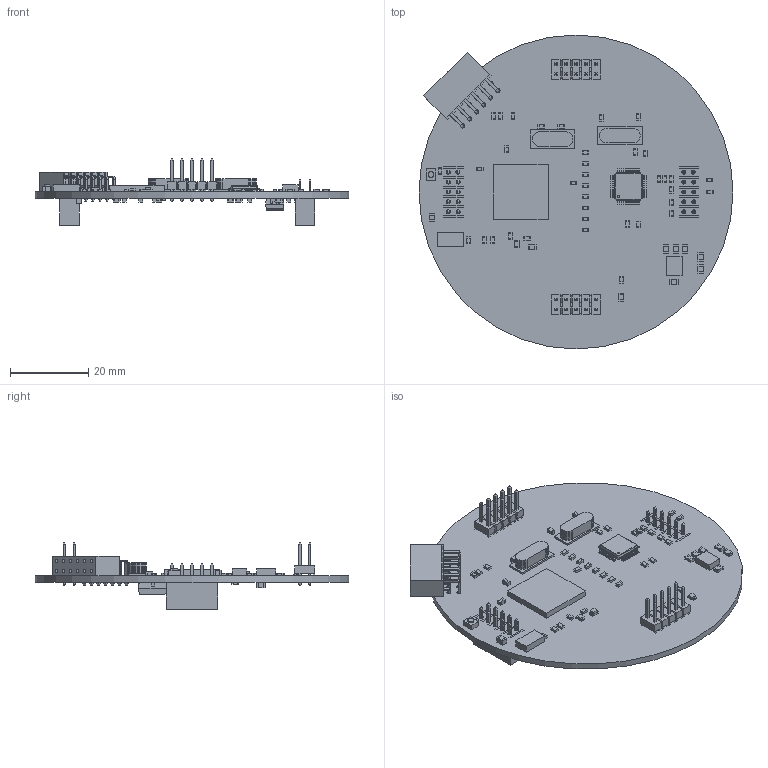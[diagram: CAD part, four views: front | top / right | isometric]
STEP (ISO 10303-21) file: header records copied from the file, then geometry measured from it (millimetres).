
FILE_DESCRIPTION(('Open CASCADE Model'),'2;1');
FILE_NAME('Open CASCADE Shape Model','2018-10-10T11:54:31',('Author'),( 'Open CASCADE'),'Open CASCADE STEP processor 6.8','Open CASCADE 6.8' ,'Unknown');
FILE_SCHEMA(('AUTOMOTIVE_DESIGN { 1 0 10303 214 1 1 1 1 }'));
Length unit declared in the file: millimetre
Products named in the file (158): PCB; Board; R39; 6808368896; Extruded; 6808368704; D3; 6863125376; 6863125184; C25; 6513313920; 6513313728; C24; R36; 6808367744; 6808367552; R35; D2; 6863124992; 6863124800; D1; J5; SSW-106-02-G-D-RA; _T1SSW-106-02-G-D-RA; _P2SSW-106-02-G-D-RA; U4; 6863124608; R34; 6513312000; 6513312384; R33; R32; R31; R30; R29; 6513314496; 6513314304; X2; 6863125568; 6863124416 ...
Assembly tree (373 placements, depth 4):
  PCB
    Board
    R39
      6808368896  x2
        Extruded
      6808368704
        Extruded
    D3
      6863125376
        Extruded
      6863125184
        Extruded
    C25
      6513313920  x2
        Extruded
      6513313728
        Extruded
    C24
      6513313728
        Extruded
      6513313920  x2
        Extruded
    R36
      6808367744  x2
        Extruded
      6808367552
        Extruded
    R35
      6808368896  x2
        Extruded
      6808368704
        Extruded
    D2
      6863124992
        Extruded
      6863124800
        Extruded
    D1
      6863125376
        Extruded
      6863125184
        Extruded
    J5
      SSW-106-02-G-D-RA
        _T1SSW-106-02-G-D-RA
        _P2SSW-106-02-G-D-RA
    U4
      6863124608
        Extruded
    R34
      6513312000  x2
        Extruded
      6513312384
        Extruded
    R33
      6513312000  x2
        Extruded
      6513312384
        Extruded
    R32
Bounding box: 80 x 80 x 16.89 mm (x, y, z)
Volume: 10891.7 mm3; surface area: 17126.9 mm2
Topology: 265 solids, 265 shells, 3495 faces, 8321 edges, 5414 vertices
Faces by surface type: plane 3162, cylinder 317, sphere 16
Full cylindrical faces by diameter (mm): 1.016 x52, 1.5 x1, 80 x1
Entity records: 47502 total; most frequent: CARTESIAN_POINT 6884, DIRECTION 6604, ORIENTED_EDGE 6252, EDGE_CURVE 3126, LINE 2868, VECTOR 2868, VERTEX_POINT 2004, AXIS2_PLACEMENT_3D 1868
